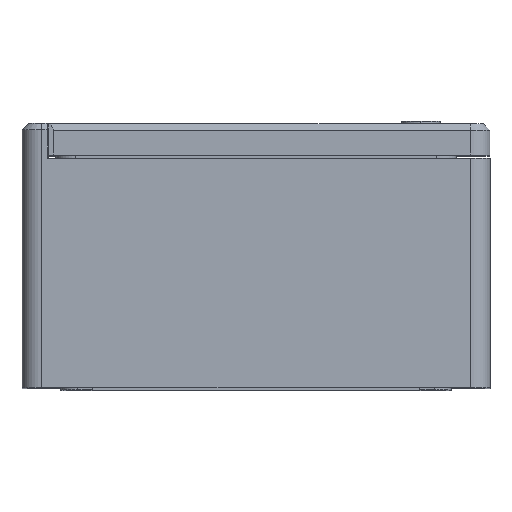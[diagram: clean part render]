
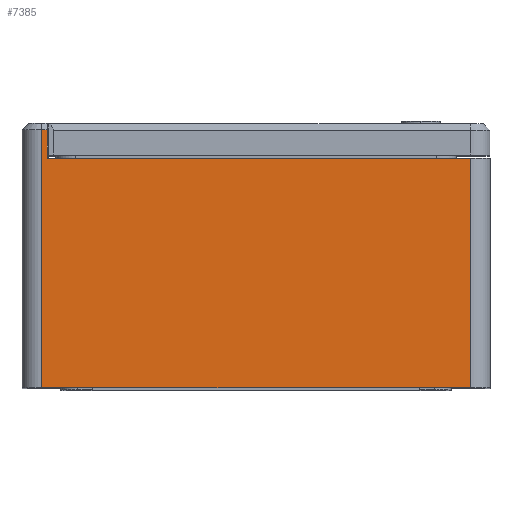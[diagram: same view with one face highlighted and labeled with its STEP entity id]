
A CAD part, top view. The second image highlights one B-rep face of the part: STEP entity #7385.
In plain terms, the highlighted planar face has unit normal (0, 0, 1).
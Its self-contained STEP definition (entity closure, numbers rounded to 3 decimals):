
#918 = CARTESIAN_POINT ( 'NONE',  ( 137.5, 0., 200. ) ) ;
#1344 = LINE ( 'NONE', #32103, #45381 ) ;
#1355 = VERTEX_POINT ( 'NONE', #43079 ) ;
#2720 = CARTESIAN_POINT ( 'NONE',  ( -134., 147., 200. ) ) ;
#3210 = LINE ( 'NONE', #27107, #8417 ) ;
#3896 = DIRECTION ( 'NONE',  ( -1., 0., 0. ) ) ;
#4645 = DIRECTION ( 'NONE',  ( 1., 0., 0. ) ) ;
#5328 = EDGE_CURVE ( 'NONE', #1355, #44985, #3210, .T. ) ;
#7385 = ADVANCED_FACE ( 'NONE', ( #22050 ), #36696, .F. ) ;
#7522 = VERTEX_POINT ( 'NONE', #30711 ) ;
#8417 = VECTOR ( 'NONE', #41074, 1000. ) ;
#9982 = AXIS2_PLACEMENT_3D ( 'NONE', #18153, #36035, #29138 ) ;
#12627 = CARTESIAN_POINT ( 'NONE',  ( -134., 147., 200. ) ) ;
#15456 = VERTEX_POINT ( 'NONE', #12627 ) ;
#16286 = LINE ( 'NONE', #2720, #21033 ) ;
#16877 = EDGE_CURVE ( 'NONE', #44985, #25330, #25523, .T. ) ;
#18153 = CARTESIAN_POINT ( 'NONE',  ( 137.5, 147., 200. ) ) ;
#21033 = VECTOR ( 'NONE', #40566, 1000. ) ;
#21340 = LINE ( 'NONE', #35324, #43673 ) ;
#21793 = CARTESIAN_POINT ( 'NONE',  ( 137.5, 147., 200. ) ) ;
#22050 = FACE_OUTER_BOUND ( 'NONE', #42049, .T. ) ;
#22086 = CARTESIAN_POINT ( 'NONE',  ( 137.5, 0., 200. ) ) ;
#22923 = EDGE_CURVE ( 'NONE', #15456, #7522, #16286, .T. ) ;
#23863 = ORIENTED_EDGE ( 'NONE', *, *, #22923, .T. ) ;
#25003 = VERTEX_POINT ( 'NONE', #25744 ) ;
#25330 = VERTEX_POINT ( 'NONE', #918 ) ;
#25523 = LINE ( 'NONE', #22086, #26141 ) ;
#25744 = CARTESIAN_POINT ( 'NONE',  ( 137.5, 147., 200. ) ) ;
#26141 = VECTOR ( 'NONE', #4645, 1000. ) ;
#27107 = CARTESIAN_POINT ( 'NONE',  ( -137.5, 147., 200. ) ) ;
#27880 = ORIENTED_EDGE ( 'NONE', *, *, #16877, .T. ) ;
#29138 = DIRECTION ( 'NONE',  ( -1., 0., 0. ) ) ;
#29905 = VECTOR ( 'NONE', #43097, 1000. ) ;
#30711 = CARTESIAN_POINT ( 'NONE',  ( -134., 165.5, 200. ) ) ;
#32103 = CARTESIAN_POINT ( 'NONE',  ( 137.5, 147., 200. ) ) ;
#33259 = EDGE_CURVE ( 'NONE', #15456, #25003, #36219, .T. ) ;
#34747 = CARTESIAN_POINT ( 'NONE',  ( -137.5, 0., 200. ) ) ;
#35324 = CARTESIAN_POINT ( 'NONE',  ( 137.5, 165.5, 200. ) ) ;
#35925 = ORIENTED_EDGE ( 'NONE', *, *, #36181, .F. ) ;
#36035 = DIRECTION ( 'NONE',  ( 0., 0., -1. ) ) ;
#36181 = EDGE_CURVE ( 'NONE', #25003, #25330, #1344, .T. ) ;
#36219 = LINE ( 'NONE', #21793, #29905 ) ;
#36696 = PLANE ( 'NONE',  #9982 ) ;
#40566 = DIRECTION ( 'NONE',  ( 0., 1., 0. ) ) ;
#40959 = EDGE_CURVE ( 'NONE', #7522, #1355, #21340, .T. ) ;
#41074 = DIRECTION ( 'NONE',  ( 0., -1., 0. ) ) ;
#42049 = EDGE_LOOP ( 'NONE', ( #42329, #23863, #43146, #43192, #27880, #35925 ) ) ;
#42329 = ORIENTED_EDGE ( 'NONE', *, *, #33259, .F. ) ;
#43079 = CARTESIAN_POINT ( 'NONE',  ( -137.5, 165.5, 200. ) ) ;
#43097 = DIRECTION ( 'NONE',  ( 1., 0., 0. ) ) ;
#43146 = ORIENTED_EDGE ( 'NONE', *, *, #40959, .T. ) ;
#43192 = ORIENTED_EDGE ( 'NONE', *, *, #5328, .T. ) ;
#43315 = DIRECTION ( 'NONE',  ( 0., -1., 0. ) ) ;
#43673 = VECTOR ( 'NONE', #3896, 1000. ) ;
#44985 = VERTEX_POINT ( 'NONE', #34747 ) ;
#45381 = VECTOR ( 'NONE', #43315, 1000. ) ;
